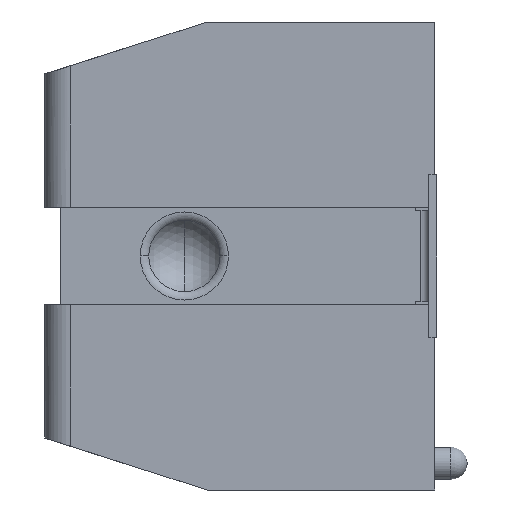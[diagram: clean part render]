
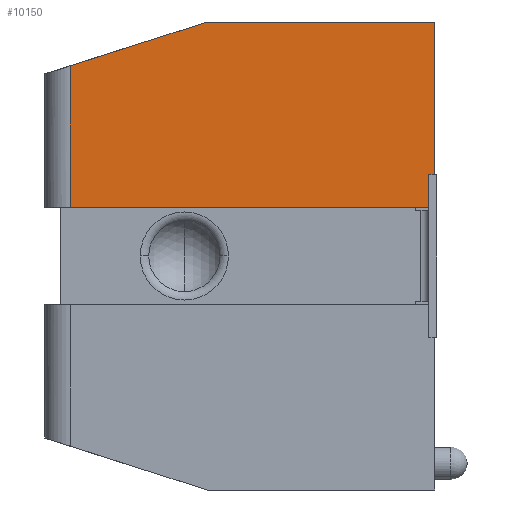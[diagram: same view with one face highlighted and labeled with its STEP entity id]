
A CAD part, left-side view. The second image highlights one B-rep face of the part: STEP entity #10150.
In plain terms, the highlighted planar face has unit normal (-1, 0.018, 0).
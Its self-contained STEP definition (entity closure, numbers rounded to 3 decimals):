
#10050 = VERTEX_POINT ( 'NONE', #11230 ) ;
#10150 = ADVANCED_FACE ( 'NONE', ( #11805 ), #11852, .T. ) ;
#10152 = VERTEX_POINT ( 'NONE', #11841 ) ;
#10182 = ORIENTED_EDGE ( 'NONE', *, *, #10184, .F. ) ;
#10184 = EDGE_CURVE ( 'NONE', #10186, #10254, #11960, .T. ) ;
#10186 = VERTEX_POINT ( 'NONE', #11955 ) ;
#10240 = ORIENTED_EDGE ( 'NONE', *, *, #10242, .F. ) ;
#10242 = EDGE_CURVE ( 'NONE', #10050, #10152, #12071, .T. ) ;
#10246 = ORIENTED_EDGE ( 'NONE', *, *, #10249, .F. ) ;
#10249 = EDGE_CURVE ( 'NONE', #10152, #10186, #12065, .T. ) ;
#10254 = VERTEX_POINT ( 'NONE', #12057 ) ;
#10257 = EDGE_CURVE ( 'NONE', #10050, #10315, #12042, .T. ) ;
#10315 = VERTEX_POINT ( 'NONE', #12219 ) ;
#10316 = ORIENTED_EDGE ( 'NONE', *, *, #10257, .T. ) ;
#10318 = ORIENTED_EDGE ( 'NONE', *, *, #10319, .T. ) ;
#10319 = EDGE_CURVE ( 'NONE', #10315, #10254, #12217, .T. ) ;
#10323 = EDGE_LOOP ( 'NONE', ( #10240, #10316, #10318, #10182, #10246 ) ) ;
#11230 = CARTESIAN_POINT ( 'NONE',  ( -13.98, 1.212, 8.494 ) ) ;
#11805 = FACE_OUTER_BOUND ( 'NONE', #10323, .T. ) ;
#11841 = CARTESIAN_POINT ( 'NONE',  ( -14.074, -4.14, 10.207 ) ) ;
#11842 = DIRECTION ( 'NONE',  ( -0.017, -1., 0. ) ) ;
#11843 = DIRECTION ( 'NONE',  ( -1., 0.017, 0. ) ) ;
#11845 = CARTESIAN_POINT ( 'NONE',  ( -13.963, 2.21, 1.063 ) ) ;
#11846 = AXIS2_PLACEMENT_3D ( 'NONE', #11845, #11843, #11842 ) ;
#11852 = PLANE ( 'NONE',  #11846 ) ;
#11955 = CARTESIAN_POINT ( 'NONE',  ( -14.229, -13.03, 10.207 ) ) ;
#11957 = DIRECTION ( 'NONE',  ( 0., 0., -1. ) ) ;
#11958 = VECTOR ( 'NONE', #11957, 1000. ) ;
#11959 = CARTESIAN_POINT ( 'NONE',  ( -14.229, -13.03, 10.207 ) ) ;
#11960 = LINE ( 'NONE', #11959, #11958 ) ;
#12036 = DIRECTION ( 'NONE',  ( 0., 0., -1. ) ) ;
#12038 = VECTOR ( 'NONE', #12036, 1000. ) ;
#12040 = CARTESIAN_POINT ( 'NONE',  ( -13.98, 1.212, 1.063 ) ) ;
#12042 = LINE ( 'NONE', #12040, #12038 ) ;
#12057 = CARTESIAN_POINT ( 'NONE',  ( -14.229, -13.03, 2.968 ) ) ;
#12060 = DIRECTION ( 'NONE',  ( -0.017, -1., 0. ) ) ;
#12061 = VECTOR ( 'NONE', #12060, 1000. ) ;
#12064 = CARTESIAN_POINT ( 'NONE',  ( -14.228, -12.958, 10.207 ) ) ;
#12065 = LINE ( 'NONE', #12064, #12061 ) ;
#12068 = DIRECTION ( 'NONE',  ( -0.017, -0.952, 0.305 ) ) ;
#12069 = VECTOR ( 'NONE', #12068, 1000. ) ;
#12070 = CARTESIAN_POINT ( 'NONE',  ( -13.963, 2.206, 8.176 ) ) ;
#12071 = LINE ( 'NONE', #12070, #12069 ) ;
#12213 = DIRECTION ( 'NONE',  ( -0.017, -1., 0. ) ) ;
#12215 = VECTOR ( 'NONE', #12213, 1000. ) ;
#12216 = CARTESIAN_POINT ( 'NONE',  ( -13.963, 2.21, 2.968 ) ) ;
#12217 = LINE ( 'NONE', #12216, #12215 ) ;
#12219 = CARTESIAN_POINT ( 'NONE',  ( -13.98, 1.212, 2.968 ) ) ;
